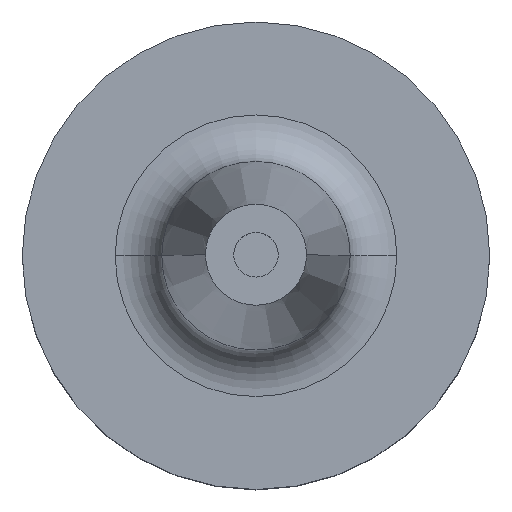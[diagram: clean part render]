
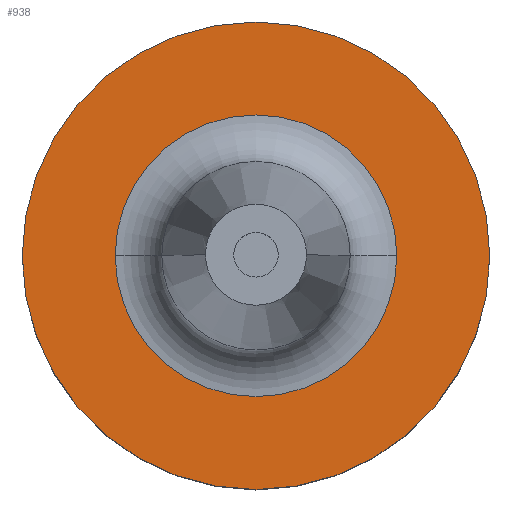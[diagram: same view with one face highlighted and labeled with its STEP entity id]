
A CAD part, top view. The second image highlights one B-rep face of the part: STEP entity #938.
In plain terms, the highlighted planar face has unit normal (0, 0, 1).
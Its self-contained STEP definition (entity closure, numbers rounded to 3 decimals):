
#4 = EDGE_CURVE ( 'NONE', #873, #1114, #563, .T. ) ;
#7 = DIRECTION ( 'NONE',  ( 0., 0., -1. ) ) ;
#23 = CARTESIAN_POINT ( 'NONE',  ( 25., 0., 26. ) ) ;
#56 = AXIS2_PLACEMENT_3D ( 'NONE', #723, #7, #705 ) ;
#81 = DIRECTION ( 'NONE',  ( 1., 0., 0. ) ) ;
#100 = CARTESIAN_POINT ( 'NONE',  ( -15.059, 0., 26. ) ) ;
#107 = FACE_BOUND ( 'NONE', #274, .T. ) ;
#121 = ORIENTED_EDGE ( 'NONE', *, *, #1116, .T. ) ;
#161 = CARTESIAN_POINT ( 'NONE',  ( 0., 0., 26. ) ) ;
#180 = CIRCLE ( 'NONE', #935, 15.059 ) ;
#194 = VERTEX_POINT ( 'NONE', #833 ) ;
#240 = PLANE ( 'NONE',  #944 ) ;
#274 = EDGE_LOOP ( 'NONE', ( #121, #393 ) ) ;
#297 = DIRECTION ( 'NONE',  ( 1., 0., 0. ) ) ;
#303 = EDGE_CURVE ( 'NONE', #1114, #873, #1134, .T. ) ;
#305 = CARTESIAN_POINT ( 'NONE',  ( 0., 25., 26. ) ) ;
#319 = AXIS2_PLACEMENT_3D ( 'NONE', #161, #701, #81 ) ;
#337 = CARTESIAN_POINT ( 'NONE',  ( 0., 0., 26. ) ) ;
#338 = DIRECTION ( 'NONE',  ( 0., 0., -1. ) ) ;
#348 = DIRECTION ( 'NONE',  ( -1., 0., 0. ) ) ;
#363 = FACE_OUTER_BOUND ( 'NONE', #1165, .T. ) ;
#393 = ORIENTED_EDGE ( 'NONE', *, *, #851, .T. ) ;
#505 = CARTESIAN_POINT ( 'NONE',  ( -25., 0., 26. ) ) ;
#563 = CIRCLE ( 'NONE', #736, 25. ) ;
#578 = DIRECTION ( 'NONE',  ( 0., 0., 1. ) ) ;
#599 = VERTEX_POINT ( 'NONE', #100 ) ;
#701 = DIRECTION ( 'NONE',  ( 0., 0., 1. ) ) ;
#705 = DIRECTION ( 'NONE',  ( -1., 0., 0. ) ) ;
#723 = CARTESIAN_POINT ( 'NONE',  ( 0., 0., 26. ) ) ;
#730 = DIRECTION ( 'NONE',  ( 0., 0., -1. ) ) ;
#736 = AXIS2_PLACEMENT_3D ( 'NONE', #337, #578, #297 ) ;
#775 = CIRCLE ( 'NONE', #56, 15.059 ) ;
#805 = ORIENTED_EDGE ( 'NONE', *, *, #4, .T. ) ;
#833 = CARTESIAN_POINT ( 'NONE',  ( 15.059, 0., 26. ) ) ;
#851 = EDGE_CURVE ( 'NONE', #194, #599, #775, .T. ) ;
#873 = VERTEX_POINT ( 'NONE', #23 ) ;
#935 = AXIS2_PLACEMENT_3D ( 'NONE', #1042, #730, #1118 ) ;
#938 = ADVANCED_FACE ( 'NONE', ( #107, #363 ), #240, .F. ) ;
#944 = AXIS2_PLACEMENT_3D ( 'NONE', #305, #338, #348 ) ;
#1042 = CARTESIAN_POINT ( 'NONE',  ( 0., 0., 26. ) ) ;
#1073 = ORIENTED_EDGE ( 'NONE', *, *, #303, .T. ) ;
#1114 = VERTEX_POINT ( 'NONE', #505 ) ;
#1116 = EDGE_CURVE ( 'NONE', #599, #194, #180, .T. ) ;
#1118 = DIRECTION ( 'NONE',  ( -1., 0., 0. ) ) ;
#1134 = CIRCLE ( 'NONE', #319, 25. ) ;
#1165 = EDGE_LOOP ( 'NONE', ( #805, #1073 ) ) ;
